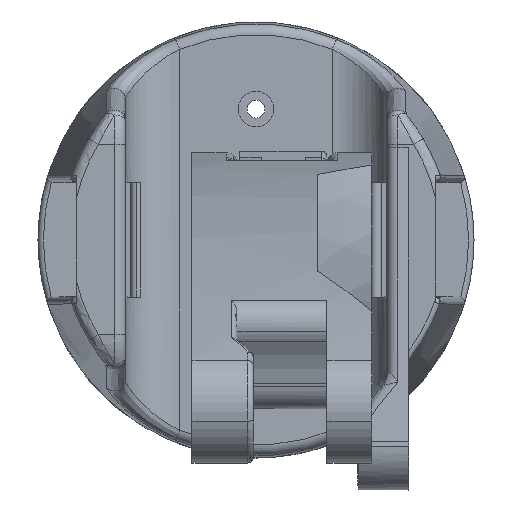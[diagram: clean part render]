
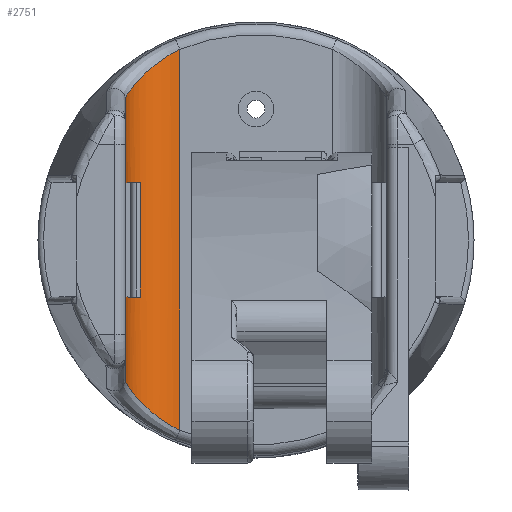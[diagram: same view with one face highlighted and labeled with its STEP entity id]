
A CAD part, top view. The second image highlights one B-rep face of the part: STEP entity #2751.
In plain terms, the highlighted cylindrical face has radius 10 mm (diameter 20 mm), a partial arc.
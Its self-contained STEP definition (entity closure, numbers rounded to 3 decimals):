
#435 = CYLINDRICAL_SURFACE ( 'NONE', #2822, 10. ) ;
#603 = LINE ( 'NONE', #7516, #9959 ) ;
#654 = EDGE_CURVE ( 'NONE', #4850, #5067, #6385, .T. ) ;
#718 = CARTESIAN_POINT ( 'NONE',  ( -22.967, 27.574, 26.562 ) ) ;
#720 = CARTESIAN_POINT ( 'NONE',  ( -16.334, -33.656, 21.271 ) ) ;
#787 = CARTESIAN_POINT ( 'NONE',  ( -24., 25.749, 31. ) ) ;
#789 = CARTESIAN_POINT ( 'NONE',  ( -17.265, -33.042, 21.543 ) ) ;
#876 = CARTESIAN_POINT ( 'NONE',  ( -22.816, 27.776, 26.27 ) ) ;
#1148 = EDGE_CURVE ( 'NONE', #1576, #1344, #10127, .T. ) ;
#1339 = ORIENTED_EDGE ( 'NONE', *, *, #654, .T. ) ;
#1344 = VERTEX_POINT ( 'NONE', #10010 ) ;
#1392 = ORIENTED_EDGE ( 'NONE', *, *, #5137, .F. ) ;
#1396 = LINE ( 'NONE', #2642, #7528 ) ;
#1576 = VERTEX_POINT ( 'NONE', #4955 ) ;
#1595 = CARTESIAN_POINT ( 'NONE',  ( -20.478, 30.402, 23.376 ) ) ;
#1645 = VECTOR ( 'NONE', #9297, 1000. ) ;
#1744 = CARTESIAN_POINT ( 'NONE',  ( -23.834, 26.222, 29.151 ) ) ;
#2317 = CARTESIAN_POINT ( 'NONE',  ( -21.273, 10.5, 24.137 ) ) ;
#2518 = CARTESIAN_POINT ( 'NONE',  ( -19.753, -31.078, 22.815 ) ) ;
#2555 = CARTESIAN_POINT ( 'NONE',  ( -23.978, 25.888, 30.243 ) ) ;
#2556 = CARTESIAN_POINT ( 'NONE',  ( -22.971, -27.568, 26.57 ) ) ;
#2594 = CARTESIAN_POINT ( 'NONE',  ( -16.319, 33.665, 21.267 ) ) ;
#2642 = CARTESIAN_POINT ( 'NONE',  ( -14., -31.341, 21. ) ) ;
#2751 = ADVANCED_FACE ( 'NONE', ( #3484 ), #435, .F. ) ;
#2787 = EDGE_CURVE ( 'NONE', #4850, #8446, #3204, .T. ) ;
#2822 = AXIS2_PLACEMENT_3D ( 'NONE', #11224, #4107, #6828 ) ;
#3009 = EDGE_CURVE ( 'NONE', #1576, #4158, #1396, .T. ) ;
#3204 = CIRCLE ( 'NONE', #9487, 10. ) ;
#3373 = CARTESIAN_POINT ( 'NONE',  ( -14., 34.942, 21. ) ) ;
#3403 = CARTESIAN_POINT ( 'NONE',  ( -23.895, 26.096, 29.511 ) ) ;
#3449 = CARTESIAN_POINT ( 'NONE',  ( -16.651, -33.454, 21.353 ) ) ;
#3484 = FACE_OUTER_BOUND ( 'NONE', #10541, .T. ) ;
#3783 = CARTESIAN_POINT ( 'NONE',  ( -24., 31.341, 31. ) ) ;
#3950 = ORIENTED_EDGE ( 'NONE', *, *, #2787, .F. ) ;
#3993 = DIRECTION ( 'NONE',  ( 0., 0., -1. ) ) ;
#4105 = EDGE_CURVE ( 'NONE', #5067, #9108, #5903, .T. ) ;
#4107 = DIRECTION ( 'NONE',  ( 0., 1., 0. ) ) ;
#4158 = VERTEX_POINT ( 'NONE', #8801 ) ;
#4199 = DIRECTION ( 'NONE',  ( 0., 1., 0. ) ) ;
#4225 = CARTESIAN_POINT ( 'NONE',  ( -20.711, 30.173, 23.58 ) ) ;
#4260 = CARTESIAN_POINT ( 'NONE',  ( -16.633, 33.466, 21.347 ) ) ;
#4313 = CARTESIAN_POINT ( 'NONE',  ( -17.563, -32.832, 21.651 ) ) ;
#4345 = CARTESIAN_POINT ( 'NONE',  ( -18.428, 32.197, 22.011 ) ) ;
#4424 = CARTESIAN_POINT ( 'NONE',  ( -24., -25.749, 31. ) ) ;
#4747 = ORIENTED_EDGE ( 'NONE', *, *, #5209, .F. ) ;
#4786 = DIRECTION ( 'NONE',  ( 0., 1., 0. ) ) ;
#4850 = VERTEX_POINT ( 'NONE', #2317 ) ;
#4864 = CARTESIAN_POINT ( 'NONE',  ( -21.273, 130.49, 24.137 ) ) ;
#4955 = CARTESIAN_POINT ( 'NONE',  ( -14., 34.942, 21. ) ) ;
#5067 = VERTEX_POINT ( 'NONE', #8076 ) ;
#5137 = EDGE_CURVE ( 'NONE', #8446, #1344, #11070, .T. ) ;
#5139 = CARTESIAN_POINT ( 'NONE',  ( -23.587, -26.66, 28.133 ) ) ;
#5209 = EDGE_CURVE ( 'NONE', #6829, #9108, #603, .T. ) ;
#5296 = CARTESIAN_POINT ( 'NONE',  ( -17.247, 33.054, 21.537 ) ) ;
#5300 = CARTESIAN_POINT ( 'NONE',  ( -24., -25.863, 30.234 ) ) ;
#5903 = CIRCLE ( 'NONE', #11084, 10. ) ;
#6025 = CARTESIAN_POINT ( 'NONE',  ( -18.432, -32.193, 22.014 ) ) ;
#6060 = CARTESIAN_POINT ( 'NONE',  ( -20.484, -30.396, 23.381 ) ) ;
#6102 = CARTESIAN_POINT ( 'NONE',  ( -21.375, 29.496, 24.219 ) ) ;
#6149 = CARTESIAN_POINT ( 'NONE',  ( -21.778, 29.05, 24.683 ) ) ;
#6187 = CARTESIAN_POINT ( 'NONE',  ( -18.975, 31.756, 22.304 ) ) ;
#6188 = CARTESIAN_POINT ( 'NONE',  ( -22.327, -28.398, 25.453 ) ) ;
#6385 = LINE ( 'NONE', #4864, #1645 ) ;
#6476 = B_SPLINE_CURVE_WITH_KNOTS ( 'NONE', 3,
 ( #4424, #5300, #8874, #10554, #5139, #8008, #9728, #2556, #11570, #11401, #6188, #8836, #11449, #8790, #6060, #7092, #2518, #9692, #6025, #4313, #789, #3449, #720, #10589, #6935, #7254 ),
 .UNSPECIFIED., .F., .F.,
 ( 4, 2, 2, 2, 2, 2, 2, 2, 2, 2, 2, 2, 4 ),
 ( 0., 0.002, 0.003, 0.005, 0.006, 0.007, 0.009, 0.01, 0.011, 0.014, 0.015, 0.016, 0.018 ),
 .UNSPECIFIED. ) ;
#6681 = ORIENTED_EDGE ( 'NONE', *, *, #3009, .F. ) ;
#6828 = DIRECTION ( 'NONE',  ( 0., 0., 1. ) ) ;
#6829 = VERTEX_POINT ( 'NONE', #8527 ) ;
#6930 = CARTESIAN_POINT ( 'NONE',  ( -19.747, 31.083, 22.811 ) ) ;
#6935 = CARTESIAN_POINT ( 'NONE',  ( -14.694, -34.608, 21. ) ) ;
#7089 = CARTESIAN_POINT ( 'NONE',  ( -23.599, 26.651, 28.106 ) ) ;
#7092 = CARTESIAN_POINT ( 'NONE',  ( -20.004, -30.85, 22.997 ) ) ;
#7254 = CARTESIAN_POINT ( 'NONE',  ( -14., -34.942, 21. ) ) ;
#7516 = CARTESIAN_POINT ( 'NONE',  ( -24., 31.341, 31. ) ) ;
#7528 = VECTOR ( 'NONE', #10052, 1000. ) ;
#7535 = EDGE_CURVE ( 'NONE', #6829, #4158, #6476, .T. ) ;
#7735 = CARTESIAN_POINT ( 'NONE',  ( -14., -10.5, 31. ) ) ;
#7848 = CARTESIAN_POINT ( 'NONE',  ( -17.55, 32.842, 21.646 ) ) ;
#7921 = CARTESIAN_POINT ( 'NONE',  ( -23.377, 26.997, 27.464 ) ) ;
#7967 = CARTESIAN_POINT ( 'NONE',  ( -24., 25.806, 30.617 ) ) ;
#8007 = CARTESIAN_POINT ( 'NONE',  ( -22.494, 28.191, 25.713 ) ) ;
#8008 = CARTESIAN_POINT ( 'NONE',  ( -23.367, -27.002, 27.483 ) ) ;
#8076 = CARTESIAN_POINT ( 'NONE',  ( -21.273, -10.5, 24.137 ) ) ;
#8446 = VERTEX_POINT ( 'NONE', #8564 ) ;
#8527 = CARTESIAN_POINT ( 'NONE',  ( -24., -25.749, 31. ) ) ;
#8564 = CARTESIAN_POINT ( 'NONE',  ( -24., 10.5, 31. ) ) ;
#8664 = ORIENTED_EDGE ( 'NONE', *, *, #1148, .T. ) ;
#8788 = CARTESIAN_POINT ( 'NONE',  ( -19.996, 30.857, 22.991 ) ) ;
#8790 = CARTESIAN_POINT ( 'NONE',  ( -20.715, -30.169, 23.583 ) ) ;
#8801 = CARTESIAN_POINT ( 'NONE',  ( -14., -34.942, 21. ) ) ;
#8836 = CARTESIAN_POINT ( 'NONE',  ( -21.779, -29.049, 24.685 ) ) ;
#8873 = CARTESIAN_POINT ( 'NONE',  ( -22.322, 28.403, 25.447 ) ) ;
#8874 = CARTESIAN_POINT ( 'NONE',  ( -23.914, -26.076, 29.511 ) ) ;
#9049 = CARTESIAN_POINT ( 'NONE',  ( -24., -10.5, 31. ) ) ;
#9108 = VERTEX_POINT ( 'NONE', #9049 ) ;
#9208 = ORIENTED_EDGE ( 'NONE', *, *, #4105, .T. ) ;
#9297 = DIRECTION ( 'NONE',  ( 0., -1., 0. ) ) ;
#9333 = DIRECTION ( 'NONE',  ( 0., 1., 0. ) ) ;
#9487 = AXIS2_PLACEMENT_3D ( 'NONE', #10410, #11342, #3993 ) ;
#9603 = ORIENTED_EDGE ( 'NONE', *, *, #7535, .T. ) ;
#9692 = CARTESIAN_POINT ( 'NONE',  ( -18.979, -31.753, 22.305 ) ) ;
#9728 = CARTESIAN_POINT ( 'NONE',  ( -23.244, -27.185, 27.171 ) ) ;
#9767 = CARTESIAN_POINT ( 'NONE',  ( -15.36, 34.246, 21.071 ) ) ;
#9959 = VECTOR ( 'NONE', #9333, 1000. ) ;
#10010 = CARTESIAN_POINT ( 'NONE',  ( -24., 25.749, 31. ) ) ;
#10052 = DIRECTION ( 'NONE',  ( 0., -1., 0. ) ) ;
#10127 = B_SPLINE_CURVE_WITH_KNOTS ( 'NONE', 3,
 ( #3373, #11566, #9767, #2594, #4260, #5296, #7848, #4345, #6187, #6930, #8788, #1595, #4225, #6102, #6149, #8873, #8007, #876, #718, #7921, #7089, #1744, #3403, #2555, #7967, #787 ),
 .UNSPECIFIED., .F., .F.,
 ( 4, 2, 2, 2, 2, 2, 2, 2, 2, 2, 2, 2, 4 ),
 ( 0., 0.002, 0.003, 0.005, 0.007, 0.008, 0.009, 0.011, 0.013, 0.014, 0.016, 0.017, 0.018 ),
 .UNSPECIFIED. ) ;
#10410 = CARTESIAN_POINT ( 'NONE',  ( -14., 10.5, 31. ) ) ;
#10541 = EDGE_LOOP ( 'NONE', ( #1339, #9208, #4747, #9603, #6681, #8664, #1392, #3950 ) ) ;
#10554 = CARTESIAN_POINT ( 'NONE',  ( -23.682, -26.499, 28.473 ) ) ;
#10589 = CARTESIAN_POINT ( 'NONE',  ( -15.364, -34.244, 21.071 ) ) ;
#10661 = VECTOR ( 'NONE', #4786, 1000. ) ;
#11070 = LINE ( 'NONE', #3783, #10661 ) ;
#11084 = AXIS2_PLACEMENT_3D ( 'NONE', #7735, #4199, #11345 ) ;
#11224 = CARTESIAN_POINT ( 'NONE',  ( -14., 130.49, 31. ) ) ;
#11342 = DIRECTION ( 'NONE',  ( 0., 1., 0. ) ) ;
#11345 = DIRECTION ( 'NONE',  ( 0., 0., -1. ) ) ;
#11401 = CARTESIAN_POINT ( 'NONE',  ( -22.5, -28.183, 25.723 ) ) ;
#11449 = CARTESIAN_POINT ( 'NONE',  ( -21.376, -29.494, 24.22 ) ) ;
#11566 = CARTESIAN_POINT ( 'NONE',  ( -14.695, 34.608, 21. ) ) ;
#11570 = CARTESIAN_POINT ( 'NONE',  ( -22.822, -27.768, 26.281 ) ) ;
